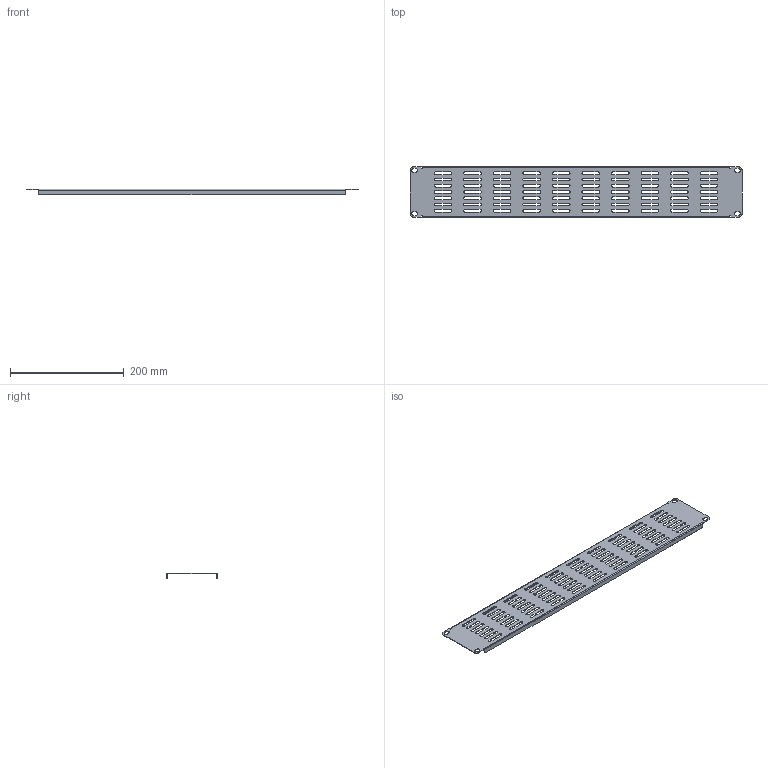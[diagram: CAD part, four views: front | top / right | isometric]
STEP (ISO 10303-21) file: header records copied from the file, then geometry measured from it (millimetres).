
FILE_DESCRIPTION (( 'STEP AP214' ), '1' );
FILE_NAME ('LC23INSP2US_3D.step', '2024-04-04T23:19:38', ( '' ), ( '' ), 'SwSTEP 2.0', 'SolidWorks 2022', '' );
FILE_SCHEMA (( 'AUTOMOTIVE_DESIGN' ));
Length unit declared in the file: millimetre
Products named in the file (1): LC23INSP2US_3D
Bounding box: 584.2 x 88 x 9.7 mm (x, y, z)
Volume: 50207.3 mm3; surface area: 106633.2 mm2
Topology: 1 solids, 1 shells, 416 faces, 1226 edges, 812 vertices
Faces by surface type: cylinder 234, plane 182
Entity records: 14340 total; most frequent: DIRECTION 2528, CARTESIAN_POINT 2455, ORIENTED_EDGE 2452, EDGE_CURVE 1226, AXIS2_PLACEMENT_3D 885, VERTEX_POINT 812, VECTOR 758, LINE 758
